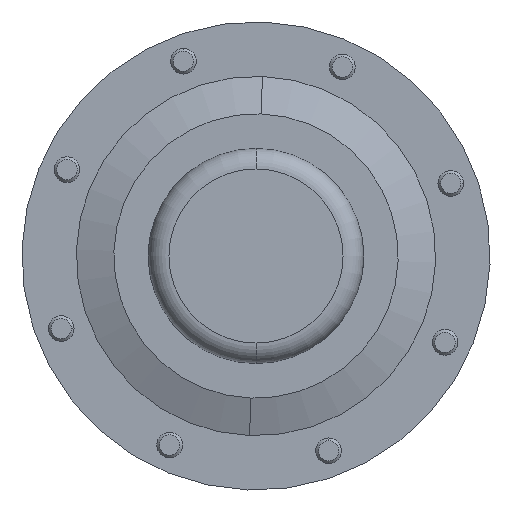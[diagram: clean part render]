
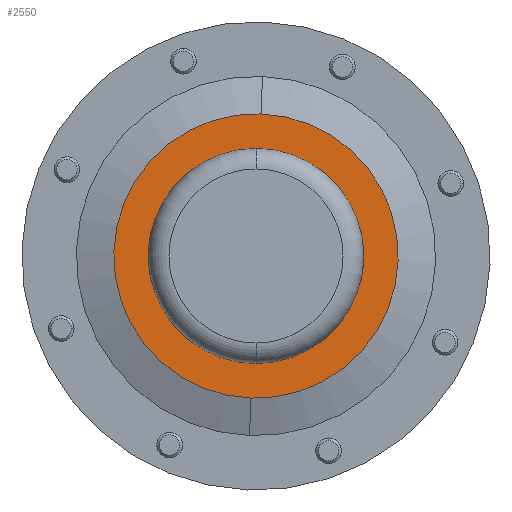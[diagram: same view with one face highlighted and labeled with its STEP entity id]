
A CAD part, front view. The second image highlights one B-rep face of the part: STEP entity #2550.
In plain terms, the highlighted planar face has unit normal (0, -1, 0).
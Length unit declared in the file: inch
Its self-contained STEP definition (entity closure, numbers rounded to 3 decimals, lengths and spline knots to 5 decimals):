
#401 = VERTEX_POINT ( 'NONE', #6281 ) ;
#707 = AXIS2_PLACEMENT_3D ( 'NONE', #2545, #3356, #2579 ) ;
#1043 = ORIENTED_EDGE ( 'NONE', *, *, #4553, .F. ) ;
#1083 = ORIENTED_EDGE ( 'NONE', *, *, #9282, .T. ) ;
#1225 = ORIENTED_EDGE ( 'NONE', *, *, #2934, .T. ) ;
#1400 = DIRECTION ( 'NONE',  ( 0., 0., -1. ) ) ;
#1539 = DIRECTION ( 'NONE',  ( 0.036, 0., 0.999 ) ) ;
#2387 = CIRCLE ( 'NONE', #9114, 1.73079 ) ;
#2545 = CARTESIAN_POINT ( 'NONE',  ( 0., 0.8175, 0. ) ) ;
#2550 = ADVANCED_FACE ( 'NONE', ( #7850, #8530 ), #9218, .F. ) ;
#2579 = DIRECTION ( 'NONE',  ( 0.036, 0., 0.999 ) ) ;
#2606 = DIRECTION ( 'NONE',  ( 0.036, 0., 0.999 ) ) ;
#2934 = EDGE_CURVE ( 'NONE', #5444, #3871, #4450, .T. ) ;
#3073 = DIRECTION ( 'NONE',  ( 0., -1., 0. ) ) ;
#3099 = DIRECTION ( 'NONE',  ( 0., -1., 0. ) ) ;
#3325 = EDGE_LOOP ( 'NONE', ( #1225, #1083 ) ) ;
#3356 = DIRECTION ( 'NONE',  ( 0., 1., 0. ) ) ;
#3384 = CARTESIAN_POINT ( 'NONE',  ( 0., 0.8175, 0. ) ) ;
#3595 = ORIENTED_EDGE ( 'NONE', *, *, #6701, .F. ) ;
#3820 = DIRECTION ( 'NONE',  ( 0., 0., -1. ) ) ;
#3871 = VERTEX_POINT ( 'NONE', #4641 ) ;
#4374 = CIRCLE ( 'NONE', #8244, 1.15813 ) ;
#4450 = CIRCLE ( 'NONE', #8233, 1.73079 ) ;
#4553 = EDGE_CURVE ( 'NONE', #401, #8883, #7554, .T. ) ;
#4641 = CARTESIAN_POINT ( 'NONE',  ( -0.06208, 0.8175, -1.72967 ) ) ;
#5265 = CARTESIAN_POINT ( 'NONE',  ( 0., 0.8175, 0. ) ) ;
#5444 = VERTEX_POINT ( 'NONE', #8611 ) ;
#6151 = DIRECTION ( 'NONE',  ( 0., -1., 0. ) ) ;
#6281 = CARTESIAN_POINT ( 'NONE',  ( 0., 0.8175, -1.15813 ) ) ;
#6701 = EDGE_CURVE ( 'NONE', #8883, #401, #4374, .T. ) ;
#7255 = DIRECTION ( 'NONE',  ( 0., -1., 0. ) ) ;
#7448 = EDGE_LOOP ( 'NONE', ( #1043, #3595 ) ) ;
#7554 = CIRCLE ( 'NONE', #8359, 1.15813 ) ;
#7850 = FACE_OUTER_BOUND ( 'NONE', #3325, .T. ) ;
#8051 = CARTESIAN_POINT ( 'NONE',  ( 0., 0.8175, 0. ) ) ;
#8233 = AXIS2_PLACEMENT_3D ( 'NONE', #5265, #3073, #1539 ) ;
#8244 = AXIS2_PLACEMENT_3D ( 'NONE', #8851, #3099, #3820 ) ;
#8359 = AXIS2_PLACEMENT_3D ( 'NONE', #8051, #7255, #1400 ) ;
#8514 = CARTESIAN_POINT ( 'NONE',  ( 0., 0.8175, 1.15813 ) ) ;
#8530 = FACE_BOUND ( 'NONE', #7448, .T. ) ;
#8611 = CARTESIAN_POINT ( 'NONE',  ( 0.06208, 0.8175, 1.72967 ) ) ;
#8851 = CARTESIAN_POINT ( 'NONE',  ( 0., 0.8175, 0. ) ) ;
#8883 = VERTEX_POINT ( 'NONE', #8514 ) ;
#9114 = AXIS2_PLACEMENT_3D ( 'NONE', #3384, #6151, #2606 ) ;
#9218 = PLANE ( 'NONE',  #707 ) ;
#9282 = EDGE_CURVE ( 'NONE', #3871, #5444, #2387, .T. ) ;
